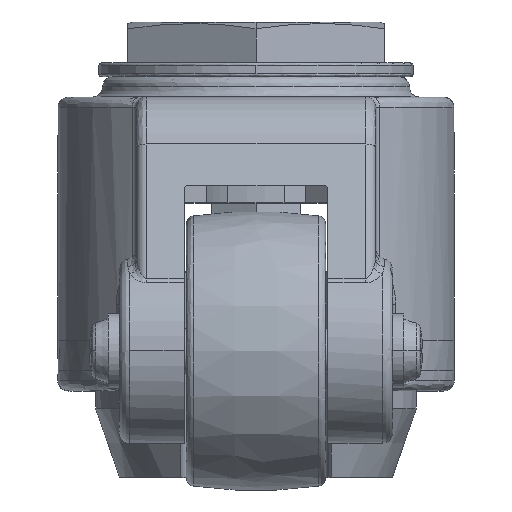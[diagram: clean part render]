
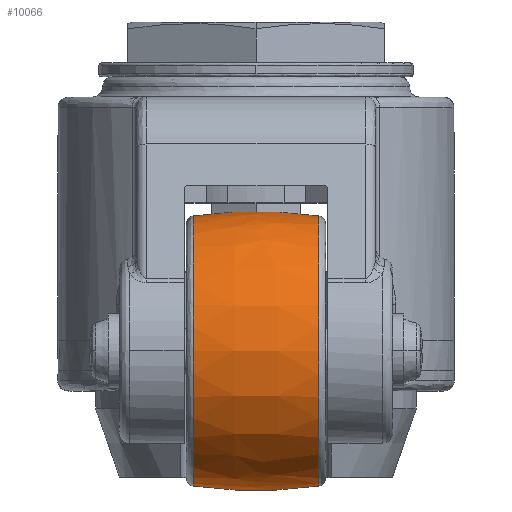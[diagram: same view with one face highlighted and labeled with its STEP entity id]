
A CAD part, top view. The second image highlights one B-rep face of the part: STEP entity #10066.
In plain terms, the highlighted free-form (B-spline) face has degree [3, 3] with [4, 4] control points.
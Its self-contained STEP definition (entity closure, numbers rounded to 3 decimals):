
#677 = VERTEX_POINT ( 'NONE', #4341 ) ;
#891 = ORIENTED_EDGE ( 'NONE', *, *, #13419, .F. ) ;
#974 = CARTESIAN_POINT ( 'NONE',  ( -3.761, -84.264, 0.033 ) ) ;
#1284 = ORIENTED_EDGE ( 'NONE', *, *, #14990, .F. ) ;
#1413 = DIRECTION ( 'NONE',  ( 0., 0., -1. ) ) ;
#2012 = AXIS2_PLACEMENT_3D ( 'NONE', #2686, #12553, #5275 ) ;
#2111 = CARTESIAN_POINT ( 'NONE',  ( 11.21, -34.789, 0.033 ) ) ;
#2637 = AXIS2_PLACEMENT_3D ( 'NONE', #8801, #1413, #4908 ) ;
#2686 = CARTESIAN_POINT ( 'NONE',  ( 0., -4., 0.033 ) ) ;
#2762 = EDGE_CURVE ( 'NONE', #4150, #13108, #12092, .T. ) ;
#3502 = CARTESIAN_POINT ( 'NONE',  ( 3.761, -33.735, 50.563 ) ) ;
#4150 = VERTEX_POINT ( 'NONE', #5092 ) ;
#4311 = CARTESIAN_POINT ( 'NONE',  ( 11.21, -83.21, 0.033 ) ) ;
#4341 = CARTESIAN_POINT ( 'NONE',  ( -11.21, -34.789, 0.033 ) ) ;
#4795 = CARTESIAN_POINT ( 'NONE',  ( 3.761, -33.735, 0.033 ) ) ;
#4908 = DIRECTION ( 'NONE',  ( 0., 1., 0. ) ) ;
#5092 = CARTESIAN_POINT ( 'NONE',  ( -11.21, -83.21, 0.033 ) ) ;
#5231 = CIRCLE ( 'NONE', #2637, 80. ) ;
#5275 = DIRECTION ( 'NONE',  ( 0., -1., 0. ) ) ;
#6517 = CARTESIAN_POINT ( 'NONE',  ( -11.21, -59., 0.033 ) ) ;
#6870 = ORIENTED_EDGE ( 'NONE', *, *, #7516, .F. ) ;
#7051 = VERTEX_POINT ( 'NONE', #14188 ) ;
#7516 = EDGE_CURVE ( 'NONE', #4150, #677, #13411, .T. ) ;
#8208 = CARTESIAN_POINT ( 'NONE',  ( -11.21, -34.789, 0.033 ) ) ;
#8450 = CARTESIAN_POINT ( 'NONE',  ( 3.761, -84.264, 0.033 ) ) ;
#8801 = CARTESIAN_POINT ( 'NONE',  ( 0., -114., 0.033 ) ) ;
#9587 = DIRECTION ( 'NONE',  ( 0., -1., 0. ) ) ;
#9733 = CARTESIAN_POINT ( 'NONE',  ( 11.21, -34.789, 48.455 ) ) ;
#10066 = ADVANCED_FACE ( 'NONE', ( #13278 ), #12604, .T. ) ;
#10103 = CARTESIAN_POINT ( 'NONE',  ( 11.21, -59., 0.033 ) ) ;
#10347 = DIRECTION ( 'NONE',  ( 1., 0., 0. ) ) ;
#10931 = CARTESIAN_POINT ( 'NONE',  ( -11.21, -83.21, 48.455 ) ) ;
#11437 = DIRECTION ( 'NONE',  ( -1., 0., 0. ) ) ;
#12067 = CARTESIAN_POINT ( 'NONE',  ( -11.21, -34.789, 48.455 ) ) ;
#12092 = CIRCLE ( 'NONE', #2012, 80. ) ;
#12226 = CARTESIAN_POINT ( 'NONE',  ( 3.761, -84.264, 50.563 ) ) ;
#12553 = DIRECTION ( 'NONE',  ( 0., 0., 1. ) ) ;
#12604 =( BOUNDED_SURFACE ( )  B_SPLINE_SURFACE ( 3, 3, ( 
 ( #15851, #10931, #12067, #8208 ),
 ( #974, #13432, #14402, #13115 ),
 ( #8450, #12226, #3502, #4795 ),
 ( #15688, #13356, #9733, #2111 ) ),
 .UNSPECIFIED., .F., .F., .F. ) 
 B_SPLINE_SURFACE_WITH_KNOTS ( ( 4, 4 ),
 ( 4, 4 ),
 ( 0., 1. ),
 ( 0., 1. ),
 .UNSPECIFIED. ) 
 GEOMETRIC_REPRESENTATION_ITEM ( )  RATIONAL_B_SPLINE_SURFACE ( (
 ( 1., 0.333, 0.333, 1.),
 ( 0.993, 0.331, 0.331, 0.993),
 ( 0.993, 0.331, 0.331, 0.993),
 ( 1., 0.333, 0.333, 1.) ) ) 
 REPRESENTATION_ITEM ( '' )  SURFACE ( )  );
#12900 = AXIS2_PLACEMENT_3D ( 'NONE', #6517, #11437, #9587 ) ;
#13108 = VERTEX_POINT ( 'NONE', #4311 ) ;
#13115 = CARTESIAN_POINT ( 'NONE',  ( -3.761, -33.735, 0.033 ) ) ;
#13278 = FACE_OUTER_BOUND ( 'NONE', #15847, .T. ) ;
#13356 = CARTESIAN_POINT ( 'NONE',  ( 11.21, -83.21, 48.455 ) ) ;
#13411 = CIRCLE ( 'NONE', #12900, 24.211 ) ;
#13419 = EDGE_CURVE ( 'NONE', #7051, #13108, #15779, .T. ) ;
#13432 = CARTESIAN_POINT ( 'NONE',  ( -3.761, -84.264, 50.563 ) ) ;
#13570 = ORIENTED_EDGE ( 'NONE', *, *, #2762, .T. ) ;
#13969 = DIRECTION ( 'NONE',  ( 0., -1., 0. ) ) ;
#14188 = CARTESIAN_POINT ( 'NONE',  ( 11.21, -34.789, 0.033 ) ) ;
#14402 = CARTESIAN_POINT ( 'NONE',  ( -3.761, -33.735, 50.563 ) ) ;
#14990 = EDGE_CURVE ( 'NONE', #677, #7051, #5231, .T. ) ;
#15278 = AXIS2_PLACEMENT_3D ( 'NONE', #10103, #10347, #13969 ) ;
#15688 = CARTESIAN_POINT ( 'NONE',  ( 11.21, -83.21, 0.033 ) ) ;
#15779 = CIRCLE ( 'NONE', #15278, 24.211 ) ;
#15847 = EDGE_LOOP ( 'NONE', ( #1284, #6870, #13570, #891 ) ) ;
#15851 = CARTESIAN_POINT ( 'NONE',  ( -11.21, -83.21, 0.033 ) ) ;
